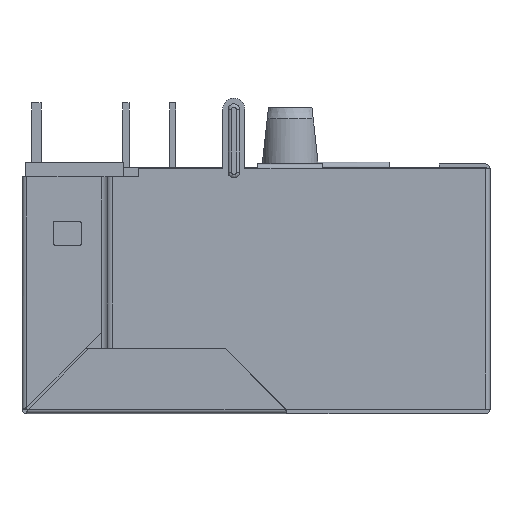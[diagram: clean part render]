
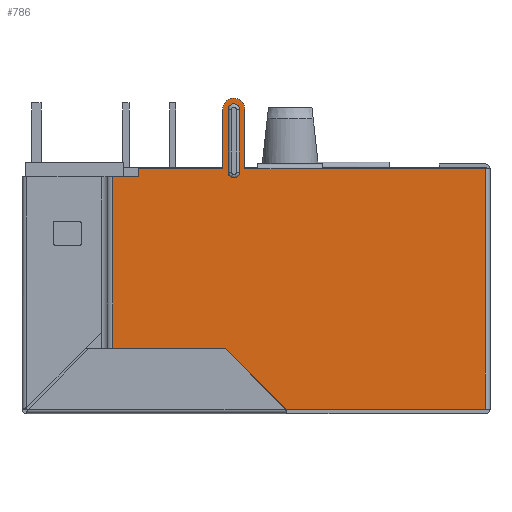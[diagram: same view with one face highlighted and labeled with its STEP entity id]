
A CAD part, left-side view. The second image highlights one B-rep face of the part: STEP entity #786.
In plain terms, the highlighted planar face has unit normal (-1, 0, 0).
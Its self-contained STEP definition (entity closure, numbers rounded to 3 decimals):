
#786 = ADVANCED_FACE( '', ( #2079, #2080 ), #2081, .T. );
#2079 = FACE_OUTER_BOUND( '', #3963, .T. );
#2080 = FACE_BOUND( '', #3964, .T. );
#2081 = PLANE( '', #3965 );
#3963 = EDGE_LOOP( '', ( #6194, #6195, #6196, #6197, #6198, #6199, #6200, #6201, #6202, #6203, #6204, #6205, #6206, #6207 ) );
#3964 = EDGE_LOOP( '', ( #6208, #6209, #6210, #6211 ) );
#3965 = AXIS2_PLACEMENT_3D( '', #6212, #6213, #6214 );
#6194 = ORIENTED_EDGE( '', *, *, #11728, .F. );
#6195 = ORIENTED_EDGE( '', *, *, #11729, .F. );
#6196 = ORIENTED_EDGE( '', *, *, #11730, .T. );
#6197 = ORIENTED_EDGE( '', *, *, #11731, .F. );
#6198 = ORIENTED_EDGE( '', *, *, #11732, .F. );
#6199 = ORIENTED_EDGE( '', *, *, #11733, .T. );
#6200 = ORIENTED_EDGE( '', *, *, #11734, .T. );
#6201 = ORIENTED_EDGE( '', *, *, #11735, .T. );
#6202 = ORIENTED_EDGE( '', *, *, #11736, .T. );
#6203 = ORIENTED_EDGE( '', *, *, #11737, .T. );
#6204 = ORIENTED_EDGE( '', *, *, #11738, .F. );
#6205 = ORIENTED_EDGE( '', *, *, #11739, .F. );
#6206 = ORIENTED_EDGE( '', *, *, #11740, .F. );
#6207 = ORIENTED_EDGE( '', *, *, #11741, .T. );
#6208 = ORIENTED_EDGE( '', *, *, #11742, .T. );
#6209 = ORIENTED_EDGE( '', *, *, #11743, .T. );
#6210 = ORIENTED_EDGE( '', *, *, #11744, .T. );
#6211 = ORIENTED_EDGE( '', *, *, #11745, .T. );
#6212 = CARTESIAN_POINT( '', ( -8.1, -12.491, -6.5 ) );
#6213 = DIRECTION( '', ( -1., 0., 0. ) );
#6214 = DIRECTION( '', ( 0., 0., 1. ) );
#11728 = EDGE_CURVE( '', #14016, #14017, #14018, .T. );
#11729 = EDGE_CURVE( '', #14019, #14016, #14020, .T. );
#11730 = EDGE_CURVE( '', #14019, #14021, #14022, .T. );
#11731 = EDGE_CURVE( '', #14023, #14021, #14024, .T. );
#11732 = EDGE_CURVE( '', #14025, #14023, #14026, .T. );
#11733 = EDGE_CURVE( '', #14025, #14027, #14028, .T. );
#11734 = EDGE_CURVE( '', #14027, #14029, #14030, .T. );
#11735 = EDGE_CURVE( '', #14029, #14031, #14032, .T. );
#11736 = EDGE_CURVE( '', #14031, #14033, #14034, .T. );
#11737 = EDGE_CURVE( '', #14033, #14035, #14036, .T. );
#11738 = EDGE_CURVE( '', #14037, #14035, #14038, .T. );
#11739 = EDGE_CURVE( '', #14039, #14037, #14040, .T. );
#11740 = EDGE_CURVE( '', #14041, #14039, #14042, .T. );
#11741 = EDGE_CURVE( '', #14041, #14017, #14043, .T. );
#11742 = EDGE_CURVE( '', #14044, #14045, #14046, .T. );
#11743 = EDGE_CURVE( '', #14045, #14047, #14048, .F. );
#11744 = EDGE_CURVE( '', #14047, #14049, #14050, .T. );
#11745 = EDGE_CURVE( '', #14049, #14044, #14051, .F. );
#14016 = VERTEX_POINT( '', #17307 );
#14017 = VERTEX_POINT( '', #17308 );
#14018 = LINE( '', #17309, #17310 );
#14019 = VERTEX_POINT( '', #17311 );
#14020 = LINE( '', #17312, #17313 );
#14021 = VERTEX_POINT( '', #17314 );
#14022 = LINE( '', #17315, #17316 );
#14023 = VERTEX_POINT( '', #17317 );
#14024 = LINE( '', #17318, #17319 );
#14025 = VERTEX_POINT( '', #17320 );
#14026 = LINE( '', #17321, #17322 );
#14027 = VERTEX_POINT( '', #17323 );
#14028 = LINE( '', #17324, #17325 );
#14029 = VERTEX_POINT( '', #17326 );
#14030 = LINE( '', #17327, #17328 );
#14031 = VERTEX_POINT( '', #17329 );
#14032 = LINE( '', #17330, #17331 );
#14033 = VERTEX_POINT( '', #17332 );
#14034 = LINE( '', #17333, #17334 );
#14035 = VERTEX_POINT( '', #17335 );
#14036 = LINE( '', #17336, #17337 );
#14037 = VERTEX_POINT( '', #17338 );
#14038 = LINE( '', #17339, #17340 );
#14039 = VERTEX_POINT( '', #17341 );
#14040 = CIRCLE( '', #17342, 0.6 );
#14041 = VERTEX_POINT( '', #17343 );
#14042 = LINE( '', #17344, #17345 );
#14043 = LINE( '', #17346, #17347 );
#14044 = VERTEX_POINT( '', #17348 );
#14045 = VERTEX_POINT( '', #17349 );
#14046 = LINE( '', #17350, #17351 );
#14047 = VERTEX_POINT( '', #17352 );
#14048 = CIRCLE( '', #17353, 0.3 );
#14049 = VERTEX_POINT( '', #17354 );
#14050 = LINE( '', #17355, #17356 );
#14051 = CIRCLE( '', #17357, 0.3 );
#17307 = CARTESIAN_POINT( '', ( -8.1, 6.35, 6.05 ) );
#17308 = CARTESIAN_POINT( '', ( -8.1, 6.35, 6.5 ) );
#17309 = CARTESIAN_POINT( '', ( -8.1, 6.35, -6.5 ) );
#17310 = VECTOR( '', #21943, 1000. );
#17311 = CARTESIAN_POINT( '', ( -8.1, 7.75, 6.05 ) );
#17312 = CARTESIAN_POINT( '', ( -8.1, -12.491, 6.05 ) );
#17313 = VECTOR( '', #21944, 1000. );
#17314 = CARTESIAN_POINT( '', ( -8.1, 7.75, -3.2 ) );
#17315 = CARTESIAN_POINT( '', ( -8.1, 7.75, 6.5 ) );
#17316 = VECTOR( '', #21945, 1000. );
#17317 = CARTESIAN_POINT( '', ( -8.1, 1.65, -3.2 ) );
#17318 = CARTESIAN_POINT( '', ( -8.1, -12.491, -3.2 ) );
#17319 = VECTOR( '', #21946, 1000. );
#17320 = CARTESIAN_POINT( '', ( -8.1, -1.65, -6.5 ) );
#17321 = CARTESIAN_POINT( '', ( -8.1, -7.071, -11.921 ) );
#17322 = VECTOR( '', #21947, 1000. );
#17323 = CARTESIAN_POINT( '', ( -8.1, -12.4, -6.5 ) );
#17324 = CARTESIAN_POINT( '', ( -8.1, 7.75, -6.5 ) );
#17325 = VECTOR( '', #21948, 1000. );
#17326 = CARTESIAN_POINT( '', ( -8.1, -12.4, 6.5 ) );
#17327 = CARTESIAN_POINT( '', ( -8.1, -12.4, -6.5 ) );
#17328 = VECTOR( '', #21949, 1000. );
#17329 = CARTESIAN_POINT( '', ( -8.1, -3.6, 6.5 ) );
#17330 = CARTESIAN_POINT( '', ( -8.1, -12.491, 6.5 ) );
#17331 = VECTOR( '', #21950, 1000. );
#17332 = CARTESIAN_POINT( '', ( -8.1, -0.1, 6.5 ) );
#17333 = CARTESIAN_POINT( '', ( -8.1, -3.6, 6.5 ) );
#17334 = VECTOR( '', #21951, 1000. );
#17335 = CARTESIAN_POINT( '', ( -8.1, 0.6, 6.5 ) );
#17336 = CARTESIAN_POINT( '', ( -8.1, -12.491, 6.5 ) );
#17337 = VECTOR( '', #21952, 1000. );
#17338 = CARTESIAN_POINT( '', ( -8.1, 0.6, 9.7 ) );
#17339 = CARTESIAN_POINT( '', ( -8.1, 0.6, 9.7 ) );
#17340 = VECTOR( '', #21953, 1000. );
#17341 = CARTESIAN_POINT( '', ( -8.1, 1.8, 9.7 ) );
#17342 = AXIS2_PLACEMENT_3D( '', #21954, #21955, #21956 );
#17343 = CARTESIAN_POINT( '', ( -8.1, 1.8, 6.5 ) );
#17344 = CARTESIAN_POINT( '', ( -8.1, 1.8, 6.5 ) );
#17345 = VECTOR( '', #21957, 1000. );
#17346 = CARTESIAN_POINT( '', ( -8.1, -12.491, 6.5 ) );
#17347 = VECTOR( '', #21958, 1000. );
#17348 = CARTESIAN_POINT( '', ( -8.1, 0.9, 9.7 ) );
#17349 = CARTESIAN_POINT( '', ( -8.1, 0.9, 6.3 ) );
#17350 = CARTESIAN_POINT( '', ( -8.1, 0.9, -6.5 ) );
#17351 = VECTOR( '', #21959, 1000. );
#17352 = CARTESIAN_POINT( '', ( -8.1, 1.5, 6.3 ) );
#17353 = AXIS2_PLACEMENT_3D( '', #21960, #21961, #21962 );
#17354 = CARTESIAN_POINT( '', ( -8.1, 1.5, 9.7 ) );
#17355 = CARTESIAN_POINT( '', ( -8.1, 1.5, -6.5 ) );
#17356 = VECTOR( '', #21963, 1000. );
#17357 = AXIS2_PLACEMENT_3D( '', #21964, #21965, #21966 );
#21943 = DIRECTION( '', ( 0., 0., 1. ) );
#21944 = DIRECTION( '', ( 0., -1., 0. ) );
#21945 = DIRECTION( '', ( 0., 0., -1. ) );
#21946 = DIRECTION( '', ( 0., 1., 0. ) );
#21947 = DIRECTION( '', ( 0., 0.707, 0.707 ) );
#21948 = DIRECTION( '', ( 0., -1., 0. ) );
#21949 = DIRECTION( '', ( 0., 0., 1. ) );
#21950 = DIRECTION( '', ( 0., 1., 0. ) );
#21951 = DIRECTION( '', ( 0., 1., 0. ) );
#21952 = DIRECTION( '', ( 0., 1., 0. ) );
#21953 = DIRECTION( '', ( 0., 0., -1. ) );
#21954 = CARTESIAN_POINT( '', ( -8.1, 1.2, 9.7 ) );
#21955 = DIRECTION( '', ( 1., 0., 0. ) );
#21956 = DIRECTION( '', ( 0., 1., 0. ) );
#21957 = DIRECTION( '', ( 0., 0., 1. ) );
#21958 = DIRECTION( '', ( 0., 1., 0. ) );
#21959 = DIRECTION( '', ( 0., 0., -1. ) );
#21960 = CARTESIAN_POINT( '', ( -8.1, 1.2, 6.3 ) );
#21961 = DIRECTION( '', ( -1., 0., 0. ) );
#21962 = DIRECTION( '', ( 0., 0., 1. ) );
#21963 = DIRECTION( '', ( 0., 0., 1. ) );
#21964 = CARTESIAN_POINT( '', ( -8.1, 1.2, 9.7 ) );
#21965 = DIRECTION( '', ( -1., 0., 0. ) );
#21966 = DIRECTION( '', ( 0., 0., 1. ) );
